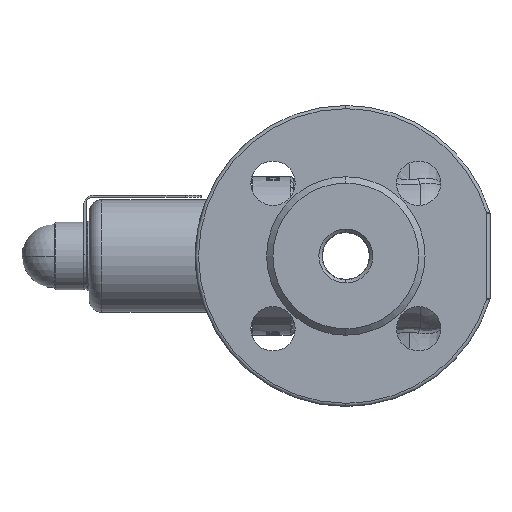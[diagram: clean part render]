
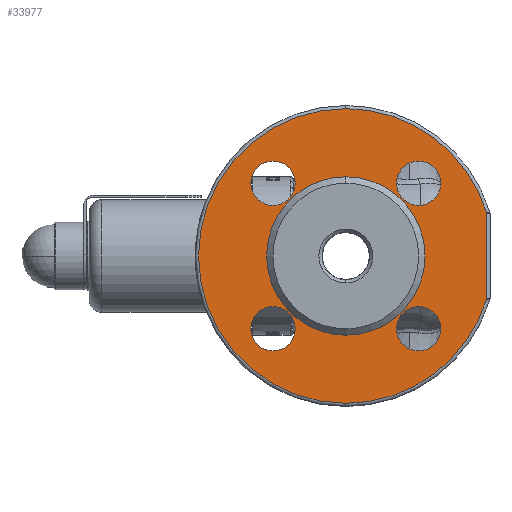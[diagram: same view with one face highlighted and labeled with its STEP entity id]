
A CAD part, left-side view. The second image highlights one B-rep face of the part: STEP entity #33977.
In plain terms, the highlighted planar face has unit normal (-1, 0, 0).
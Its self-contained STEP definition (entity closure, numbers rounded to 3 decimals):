
#133 = CARTESIAN_POINT ( 'NONE',  ( -63., -22.981, -22.981 ) ) ;
#174 = EDGE_CURVE ( 'NONE', #4855, #15842, #11398, .T. ) ;
#282 = DIRECTION ( 'NONE',  ( -1., 0., 0. ) ) ;
#450 = CARTESIAN_POINT ( 'NONE',  ( -63., -22.981, -15.981 ) ) ;
#711 = ORIENTED_EDGE ( 'NONE', *, *, #37029, .F. ) ;
#1263 = AXIS2_PLACEMENT_3D ( 'NONE', #14786, #25867, #45030 ) ;
#2197 = CARTESIAN_POINT ( 'NONE',  ( -63., -22.981, 15.981 ) ) ;
#2370 = AXIS2_PLACEMENT_3D ( 'NONE', #13709, #2821, #2479 ) ;
#2479 = DIRECTION ( 'NONE',  ( 0., 0., -1. ) ) ;
#2781 = DIRECTION ( 'NONE',  ( 1., 0., 0. ) ) ;
#2821 = DIRECTION ( 'NONE',  ( 1., 0., 0. ) ) ;
#3434 = CARTESIAN_POINT ( 'NONE',  ( -63., 22.981, -22.981 ) ) ;
#3626 = DIRECTION ( 'NONE',  ( 0., 0., -1. ) ) ;
#4377 = CARTESIAN_POINT ( 'NONE',  ( -63., 22.981, -15.981 ) ) ;
#4855 = VERTEX_POINT ( 'NONE', #16302 ) ;
#5179 = EDGE_LOOP ( 'NONE', ( #711, #21734 ) ) ;
#5323 = AXIS2_PLACEMENT_3D ( 'NONE', #3434, #2781, #40903 ) ;
#5542 = CARTESIAN_POINT ( 'NONE',  ( -63., 0., 25. ) ) ;
#5639 = VERTEX_POINT ( 'NONE', #40944 ) ;
#6527 = DIRECTION ( 'NONE',  ( 0., 0., -1. ) ) ;
#6670 = CARTESIAN_POINT ( 'NONE',  ( -63., 25., 0. ) ) ;
#7593 = AXIS2_PLACEMENT_3D ( 'NONE', #41713, #282, #26689 ) ;
#7774 = ORIENTED_EDGE ( 'NONE', *, *, #27069, .T. ) ;
#8385 = ORIENTED_EDGE ( 'NONE', *, *, #174, .T. ) ;
#8773 = VERTEX_POINT ( 'NONE', #46907 ) ;
#8955 = CARTESIAN_POINT ( 'NONE',  ( -63., -22.981, 22.981 ) ) ;
#9117 = DIRECTION ( 'NONE',  ( 0., 0., -1. ) ) ;
#9723 = CIRCLE ( 'NONE', #40501, 25. ) ;
#9908 = VERTEX_POINT ( 'NONE', #24320 ) ;
#9942 = DIRECTION ( 'NONE',  ( 0., 0., 1. ) ) ;
#10316 = VERTEX_POINT ( 'NONE', #14331 ) ;
#11122 = VECTOR ( 'NONE', #9942, 1000. ) ;
#11165 = DIRECTION ( 'NONE',  ( 1., 0., 0. ) ) ;
#11398 = CIRCLE ( 'NONE', #44117, 7. ) ;
#11416 = EDGE_CURVE ( 'NONE', #28339, #10316, #11692, .T. ) ;
#11692 = LINE ( 'NONE', #28469, #11122 ) ;
#11693 = FACE_OUTER_BOUND ( 'NONE', #43562, .T. ) ;
#11707 = CARTESIAN_POINT ( 'NONE',  ( -63., -22.981, 29.981 ) ) ;
#13018 = DIRECTION ( 'NONE',  ( 0., 0., 1. ) ) ;
#13118 = EDGE_CURVE ( 'NONE', #37314, #28339, #22721, .T. ) ;
#13412 = EDGE_CURVE ( 'NONE', #47957, #21456, #16712, .T. ) ;
#13514 = CARTESIAN_POINT ( 'NONE',  ( -63., 0., -46.5 ) ) ;
#13709 = CARTESIAN_POINT ( 'NONE',  ( -63., -22.981, -22.981 ) ) ;
#14002 = CIRCLE ( 'NONE', #24786, 46.5 ) ;
#14331 = CARTESIAN_POINT ( 'NONE',  ( -63., -44.5, 13.491 ) ) ;
#14469 = AXIS2_PLACEMENT_3D ( 'NONE', #39607, #39932, #32009 ) ;
#14785 = AXIS2_PLACEMENT_3D ( 'NONE', #36839, #21749, #41124 ) ;
#14786 = CARTESIAN_POINT ( 'NONE',  ( -63., 0., 0. ) ) ;
#15225 = EDGE_CURVE ( 'NONE', #19475, #8773, #24121, .T. ) ;
#15414 = CIRCLE ( 'NONE', #14785, 25. ) ;
#15596 = CIRCLE ( 'NONE', #25876, 7. ) ;
#15829 = FACE_BOUND ( 'NONE', #40863, .T. ) ;
#15842 = VERTEX_POINT ( 'NONE', #18505 ) ;
#16302 = CARTESIAN_POINT ( 'NONE',  ( -63., 22.981, 29.981 ) ) ;
#16712 = CIRCLE ( 'NONE', #28166, 7. ) ;
#16860 = ORIENTED_EDGE ( 'NONE', *, *, #32166, .T. ) ;
#17218 = ORIENTED_EDGE ( 'NONE', *, *, #11416, .T. ) ;
#18194 = FACE_BOUND ( 'NONE', #40480, .T. ) ;
#18505 = CARTESIAN_POINT ( 'NONE',  ( -63., 22.981, 15.981 ) ) ;
#19475 = VERTEX_POINT ( 'NONE', #4377 ) ;
#20087 = CARTESIAN_POINT ( 'NONE',  ( -63., 22.981, 22.981 ) ) ;
#20167 = EDGE_CURVE ( 'NONE', #9908, #29540, #26691, .T. ) ;
#21113 = ORIENTED_EDGE ( 'NONE', *, *, #20167, .T. ) ;
#21456 = VERTEX_POINT ( 'NONE', #11707 ) ;
#21488 = CARTESIAN_POINT ( 'NONE',  ( -63., 0., 0. ) ) ;
#21716 = FACE_BOUND ( 'NONE', #5179, .T. ) ;
#21734 = ORIENTED_EDGE ( 'NONE', *, *, #23869, .F. ) ;
#21749 = DIRECTION ( 'NONE',  ( -1., 0., 0. ) ) ;
#21996 = PLANE ( 'NONE',  #24464 ) ;
#22083 = ORIENTED_EDGE ( 'NONE', *, *, #13118, .T. ) ;
#22721 = CIRCLE ( 'NONE', #1263, 46.5 ) ;
#23869 = EDGE_CURVE ( 'NONE', #39447, #5639, #9723, .T. ) ;
#24121 = CIRCLE ( 'NONE', #5323, 7. ) ;
#24320 = CARTESIAN_POINT ( 'NONE',  ( -63., -22.981, -29.981 ) ) ;
#24464 = AXIS2_PLACEMENT_3D ( 'NONE', #6670, #28979, #6527 ) ;
#24786 = AXIS2_PLACEMENT_3D ( 'NONE', #24884, #35686, #13018 ) ;
#24884 = CARTESIAN_POINT ( 'NONE',  ( -63., 0., 0. ) ) ;
#25485 = CIRCLE ( 'NONE', #7593, 46.5 ) ;
#25867 = DIRECTION ( 'NONE',  ( -1., 0., 0. ) ) ;
#25876 = AXIS2_PLACEMENT_3D ( 'NONE', #133, #11165, #3626 ) ;
#26534 = EDGE_LOOP ( 'NONE', ( #44297, #35821 ) ) ;
#26689 = DIRECTION ( 'NONE',  ( 0., 0., 1. ) ) ;
#26691 = CIRCLE ( 'NONE', #2370, 7. ) ;
#26936 = ORIENTED_EDGE ( 'NONE', *, *, #29477, .T. ) ;
#27069 = EDGE_CURVE ( 'NONE', #8773, #19475, #44268, .T. ) ;
#28166 = AXIS2_PLACEMENT_3D ( 'NONE', #8955, #39231, #9117 ) ;
#28239 = DIRECTION ( 'NONE',  ( 0., 0., -1. ) ) ;
#28339 = VERTEX_POINT ( 'NONE', #38501 ) ;
#28469 = CARTESIAN_POINT ( 'NONE',  ( -63., -44.5, 0. ) ) ;
#28811 = DIRECTION ( 'NONE',  ( -1., 0., 0. ) ) ;
#28979 = DIRECTION ( 'NONE',  ( 1., 0., 0. ) ) ;
#29477 = EDGE_CURVE ( 'NONE', #29540, #9908, #15596, .T. ) ;
#29540 = VERTEX_POINT ( 'NONE', #450 ) ;
#31784 = EDGE_CURVE ( 'NONE', #21456, #47957, #32692, .T. ) ;
#32009 = DIRECTION ( 'NONE',  ( 0., 0., -1. ) ) ;
#32027 = DIRECTION ( 'NONE',  ( 0., 0., -1. ) ) ;
#32166 = EDGE_CURVE ( 'NONE', #10316, #40778, #25485, .T. ) ;
#32403 = FACE_BOUND ( 'NONE', #26534, .T. ) ;
#32692 = CIRCLE ( 'NONE', #38310, 7. ) ;
#33958 = ORIENTED_EDGE ( 'NONE', *, *, #15225, .T. ) ;
#33977 = ADVANCED_FACE ( 'NONE', ( #34769, #15829, #32403, #18194, #21716, #11693 ), #21996, .F. ) ;
#34181 = EDGE_LOOP ( 'NONE', ( #33958, #7774 ) ) ;
#34769 = FACE_BOUND ( 'NONE', #34181, .T. ) ;
#35372 = CARTESIAN_POINT ( 'NONE',  ( -63., 22.981, -22.981 ) ) ;
#35686 = DIRECTION ( 'NONE',  ( -1., 0., 0. ) ) ;
#35821 = ORIENTED_EDGE ( 'NONE', *, *, #13412, .T. ) ;
#36327 = CARTESIAN_POINT ( 'NONE',  ( -63., -22.981, 22.981 ) ) ;
#36839 = CARTESIAN_POINT ( 'NONE',  ( -63., 0., 0. ) ) ;
#37029 = EDGE_CURVE ( 'NONE', #5639, #39447, #15414, .T. ) ;
#37207 = EDGE_CURVE ( 'NONE', #15842, #4855, #38408, .T. ) ;
#37314 = VERTEX_POINT ( 'NONE', #13514 ) ;
#38310 = AXIS2_PLACEMENT_3D ( 'NONE', #36327, #47568, #32027 ) ;
#38408 = CIRCLE ( 'NONE', #14469, 7. ) ;
#38501 = CARTESIAN_POINT ( 'NONE',  ( -63., -44.5, -13.491 ) ) ;
#38977 = CARTESIAN_POINT ( 'NONE',  ( -63., 0., 46.5 ) ) ;
#39231 = DIRECTION ( 'NONE',  ( 1., 0., 0. ) ) ;
#39447 = VERTEX_POINT ( 'NONE', #5542 ) ;
#39607 = CARTESIAN_POINT ( 'NONE',  ( -63., 22.981, 22.981 ) ) ;
#39932 = DIRECTION ( 'NONE',  ( 1., 0., 0. ) ) ;
#40126 = ORIENTED_EDGE ( 'NONE', *, *, #42703, .T. ) ;
#40480 = EDGE_LOOP ( 'NONE', ( #8385, #43655 ) ) ;
#40501 = AXIS2_PLACEMENT_3D ( 'NONE', #21488, #28811, #48011 ) ;
#40778 = VERTEX_POINT ( 'NONE', #38977 ) ;
#40863 = EDGE_LOOP ( 'NONE', ( #26936, #21113 ) ) ;
#40903 = DIRECTION ( 'NONE',  ( 0., 0., -1. ) ) ;
#40944 = CARTESIAN_POINT ( 'NONE',  ( -63., 0., -25. ) ) ;
#41124 = DIRECTION ( 'NONE',  ( 0., 0., 1. ) ) ;
#41713 = CARTESIAN_POINT ( 'NONE',  ( -63., 0., 0. ) ) ;
#42703 = EDGE_CURVE ( 'NONE', #40778, #37314, #14002, .T. ) ;
#43562 = EDGE_LOOP ( 'NONE', ( #16860, #40126, #22083, #17218 ) ) ;
#43655 = ORIENTED_EDGE ( 'NONE', *, *, #37207, .T. ) ;
#44117 = AXIS2_PLACEMENT_3D ( 'NONE', #20087, #46606, #46451 ) ;
#44268 = CIRCLE ( 'NONE', #45689, 7. ) ;
#44297 = ORIENTED_EDGE ( 'NONE', *, *, #31784, .T. ) ;
#45030 = DIRECTION ( 'NONE',  ( 0., 0., 1. ) ) ;
#45689 = AXIS2_PLACEMENT_3D ( 'NONE', #35372, #47107, #28239 ) ;
#46451 = DIRECTION ( 'NONE',  ( 0., 0., -1. ) ) ;
#46606 = DIRECTION ( 'NONE',  ( 1., 0., 0. ) ) ;
#46907 = CARTESIAN_POINT ( 'NONE',  ( -63., 22.981, -29.981 ) ) ;
#47107 = DIRECTION ( 'NONE',  ( 1., 0., 0. ) ) ;
#47568 = DIRECTION ( 'NONE',  ( 1., 0., 0. ) ) ;
#47957 = VERTEX_POINT ( 'NONE', #2197 ) ;
#48011 = DIRECTION ( 'NONE',  ( 0., 0., 1. ) ) ;
